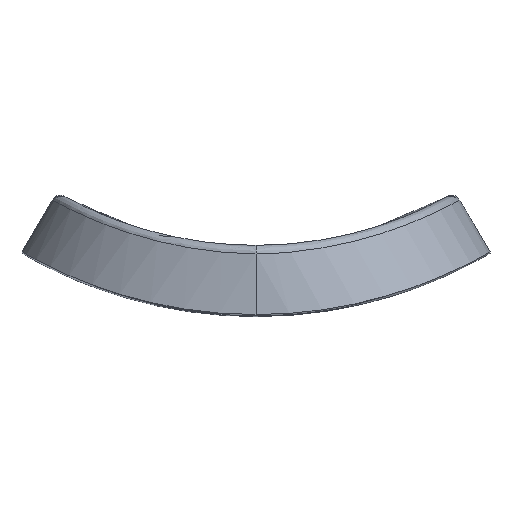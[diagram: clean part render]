
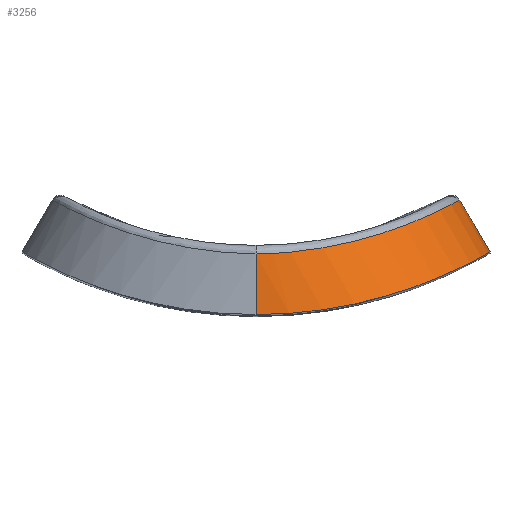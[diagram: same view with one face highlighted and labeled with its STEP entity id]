
A CAD part, top view. The second image highlights one B-rep face of the part: STEP entity #3256.
In plain terms, the highlighted cylindrical face has radius 12.5 mm (diameter 25 mm), a partial arc.
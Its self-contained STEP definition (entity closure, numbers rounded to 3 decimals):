
#121 = CARTESIAN_POINT ( 'NONE',  ( 9.568, -1.79, 27.436 ) ) ;
#164 = CARTESIAN_POINT ( 'NONE',  ( 5.703, -3.051, 30.369 ) ) ;
#213 = CARTESIAN_POINT ( 'NONE',  ( 9.895, 1.917, 24.233 ) ) ;
#481 = EDGE_CURVE ( 'NONE', #8096, #11333, #6657, .T. ) ;
#764 = B_SPLINE_CURVE_WITH_KNOTS ( 'NONE', 3,
 ( #3048, #8005, #3004, #2024, #7047, #11073, #5158, #213, #8956, #10023, #2068, #11997, #8912, #1205, #2160, #1161, #6062, #9047, #3131, #1029, #8128, #10061, #1114, #3180, #10901, #4133 ),
 .UNSPECIFIED., .F., .F.,
 ( 4, 2, 2, 2, 2, 2, 2, 2, 2, 2, 2, 2, 4 ),
 ( 0., 0.002, 0.003, 0.005, 0.007, 0.008, 0.009, 0.011, 0.013, 0.014, 0.016, 0.017, 0.018 ),
 .UNSPECIFIED. ) ;
#1008 = EDGE_CURVE ( 'NONE', #9602, #11333, #764, .T. ) ;
#1029 = CARTESIAN_POINT ( 'NONE',  ( 3.722, -0.117, 30.472 ) ) ;
#1065 = CARTESIAN_POINT ( 'NONE',  ( 12.5, -0.335, 19. ) ) ;
#1068 = CARTESIAN_POINT ( 'NONE',  ( 12.426, -0.378, 20.684 ) ) ;
#1114 = CARTESIAN_POINT ( 'NONE',  ( 1.527, -0.397, 31.145 ) ) ;
#1151 = CARTESIAN_POINT ( 'NONE',  ( 4.149, -3.355, 30.927 ) ) ;
#1161 = CARTESIAN_POINT ( 'NONE',  ( 6.019, 0.424, 29.171 ) ) ;
#1205 = CARTESIAN_POINT ( 'NONE',  ( 7.443, 0.878, 27.974 ) ) ;
#2024 = CARTESIAN_POINT ( 'NONE',  ( 10.643, 2.302, 21.67 ) ) ;
#2068 = CARTESIAN_POINT ( 'NONE',  ( 8.836, 1.43, 26.211 ) ) ;
#2155 = CARTESIAN_POINT ( 'NONE',  ( 11.765, -0.746, 23.528 ) ) ;
#2160 = CARTESIAN_POINT ( 'NONE',  ( 6.905, 0.691, 28.485 ) ) ;
#2215 = CARTESIAN_POINT ( 'NONE',  ( 0., -3.7, 31.5 ) ) ;
#2242 = CARTESIAN_POINT ( 'NONE',  ( 10.074, -1.573, 26.795 ) ) ;
#2606 = B_SPLINE_CURVE_WITH_KNOTS ( 'NONE', 3,
 ( #9928, #4204, #1068, #11992, #11905, #11951, #2155, #5063, #12032, #6016, #2242, #121, #6101, #7125, #7091, #6052, #164, #11112, #1151, #4167, #5201, #11067, #4036, #3043 ),
 .UNSPECIFIED., .F., .F.,
 ( 4, 2, 2, 2, 2, 2, 2, 2, 2, 2, 2, 4 ),
 ( 0., 0.003, 0.004, 0.005, 0.008, 0.009, 0.01, 0.013, 0.015, 0.016, 0.018, 0.02 ),
 .UNSPECIFIED. ) ;
#3004 = CARTESIAN_POINT ( 'NONE',  ( 10.828, 2.403, 20.541 ) ) ;
#3020 = CARTESIAN_POINT ( 'NONE',  ( -10.811, 14.925, 19. ) ) ;
#3043 = CARTESIAN_POINT ( 'NONE',  ( 0., -3.7, 31.5 ) ) ;
#3048 = CARTESIAN_POINT ( 'NONE',  ( 10.891, 2.437, 19. ) ) ;
#3131 = CARTESIAN_POINT ( 'NONE',  ( 4.736, 0.096, 29.971 ) ) ;
#3180 = CARTESIAN_POINT ( 'NONE',  ( 0.768, -0.446, 31.292 ) ) ;
#3256 = ADVANCED_FACE ( 'NONE', ( #4810 ), #12342, .T. ) ;
#3265 = AXIS2_PLACEMENT_3D ( 'NONE', #3020, #11844, #3923 ) ;
#3923 = DIRECTION ( 'NONE',  ( 0.865, 0.502, 0. ) ) ;
#4036 = CARTESIAN_POINT ( 'NONE',  ( 0.849, -3.7, 31.5 ) ) ;
#4133 = CARTESIAN_POINT ( 'NONE',  ( 0., -0.467, 31.394 ) ) ;
#4167 = CARTESIAN_POINT ( 'NONE',  ( 3.339, -3.479, 31.141 ) ) ;
#4204 = CARTESIAN_POINT ( 'NONE',  ( 12.5, -0.335, 19.849 ) ) ;
#4536 = EDGE_LOOP ( 'NONE', ( #5406, #6417, #11416, #8783 ) ) ;
#4577 = CARTESIAN_POINT ( 'NONE',  ( 12.5, -0.335, 19. ) ) ;
#4810 = FACE_OUTER_BOUND ( 'NONE', #4536, .T. ) ;
#5063 = CARTESIAN_POINT ( 'NONE',  ( 11.326, -0.977, 24.689 ) ) ;
#5158 = CARTESIAN_POINT ( 'NONE',  ( 10.269, 2.106, 23.153 ) ) ;
#5201 = CARTESIAN_POINT ( 'NONE',  ( 2.927, -3.531, 31.229 ) ) ;
#5406 = ORIENTED_EDGE ( 'NONE', *, *, #11258, .F. ) ;
#5987 = CARTESIAN_POINT ( 'NONE',  ( 0., -0.467, 31.394 ) ) ;
#6016 = CARTESIAN_POINT ( 'NONE',  ( 10.312, -1.466, 26.458 ) ) ;
#6052 = CARTESIAN_POINT ( 'NONE',  ( 6.436, -2.865, 30.005 ) ) ;
#6062 = CARTESIAN_POINT ( 'NONE',  ( 5.709, 0.338, 29.387 ) ) ;
#6101 = CARTESIAN_POINT ( 'NONE',  ( 9.3, -1.9, 27.739 ) ) ;
#6417 = ORIENTED_EDGE ( 'NONE', *, *, #1008, .T. ) ;
#6446 = EDGE_CURVE ( 'NONE', #11605, #8096, #2606, .T. ) ;
#6502 = VECTOR ( 'NONE', #10808, 1000. ) ;
#6657 =( BOUNDED_CURVE ( )  B_SPLINE_CURVE ( 3, ( #2215, #9993, #9137, #5987 ),
 .UNSPECIFIED., .F., .F. ) 
 B_SPLINE_CURVE_WITH_KNOTS ( ( 4, 4 ),
 ( 4.712, 4.843 ),
 .UNSPECIFIED. ) 
 CURVE ( )  GEOMETRIC_REPRESENTATION_ITEM ( )  RATIONAL_B_SPLINE_CURVE ( ( 1., 0.999, 0.999, 1. ) ) 
 REPRESENTATION_ITEM ( '' )  );
#7047 = CARTESIAN_POINT ( 'NONE',  ( 10.565, 2.261, 22.043 ) ) ;
#7091 = CARTESIAN_POINT ( 'NONE',  ( 7.822, -2.451, 29.114 ) ) ;
#7125 = CARTESIAN_POINT ( 'NONE',  ( 8.45, -2.23, 28.603 ) ) ;
#8005 = CARTESIAN_POINT ( 'NONE',  ( 10.891, 2.437, 19.776 ) ) ;
#8096 = VERTEX_POINT ( 'NONE', #8803 ) ;
#8128 = CARTESIAN_POINT ( 'NONE',  ( 3.014, -0.235, 30.742 ) ) ;
#8783 = ORIENTED_EDGE ( 'NONE', *, *, #6446, .F. ) ;
#8803 = CARTESIAN_POINT ( 'NONE',  ( 0., -3.7, 31.5 ) ) ;
#8912 = CARTESIAN_POINT ( 'NONE',  ( 8.173, 1.157, 27.126 ) ) ;
#8956 = CARTESIAN_POINT ( 'NONE',  ( 9.588, 1.767, 24.918 ) ) ;
#8987 = CARTESIAN_POINT ( 'NONE',  ( 0., -0.467, 31.394 ) ) ;
#9047 = CARTESIAN_POINT ( 'NONE',  ( 5.066, 0.173, 29.788 ) ) ;
#9137 = CARTESIAN_POINT ( 'NONE',  ( 0., -1.54, 31.465 ) ) ;
#9602 = VERTEX_POINT ( 'NONE', #11499 ) ;
#9928 = CARTESIAN_POINT ( 'NONE',  ( 12.5, -0.335, 19. ) ) ;
#9993 = CARTESIAN_POINT ( 'NONE',  ( 0., -2.619, 31.5 ) ) ;
#10023 = CARTESIAN_POINT ( 'NONE',  ( 9.035, 1.518, 25.895 ) ) ;
#10043 = LINE ( 'NONE', #1065, #6502 ) ;
#10061 = CARTESIAN_POINT ( 'NONE',  ( 1.904, -0.362, 31.056 ) ) ;
#10808 = DIRECTION ( 'NONE',  ( 0.502, -0.865, 0. ) ) ;
#10901 = CARTESIAN_POINT ( 'NONE',  ( 0.386, -0.462, 31.35 ) ) ;
#11067 = CARTESIAN_POINT ( 'NONE',  ( 1.687, -3.657, 31.436 ) ) ;
#11073 = CARTESIAN_POINT ( 'NONE',  ( 10.379, 2.163, 22.784 ) ) ;
#11112 = CARTESIAN_POINT ( 'NONE',  ( 4.545, -3.285, 30.802 ) ) ;
#11258 = EDGE_CURVE ( 'NONE', #9602, #11605, #10043, .T. ) ;
#11333 = VERTEX_POINT ( 'NONE', #8987 ) ;
#11416 = ORIENTED_EDGE ( 'NONE', *, *, #481, .F. ) ;
#11499 = CARTESIAN_POINT ( 'NONE',  ( 10.891, 2.437, 19. ) ) ;
#11605 = VERTEX_POINT ( 'NONE', #4577 ) ;
#11844 = DIRECTION ( 'NONE',  ( 0.502, -0.865, 0. ) ) ;
#11905 = CARTESIAN_POINT ( 'NONE',  ( 12.116, -0.554, 22.322 ) ) ;
#11951 = CARTESIAN_POINT ( 'NONE',  ( 11.895, -0.675, 23.129 ) ) ;
#11992 = CARTESIAN_POINT ( 'NONE',  ( 12.207, -0.503, 21.915 ) ) ;
#11997 = CARTESIAN_POINT ( 'NONE',  ( 8.404, 1.25, 26.827 ) ) ;
#12032 = CARTESIAN_POINT ( 'NONE',  ( 10.965, -1.161, 25.421 ) ) ;
#12342 = CYLINDRICAL_SURFACE ( 'NONE', #3265, 12.5 ) ;
